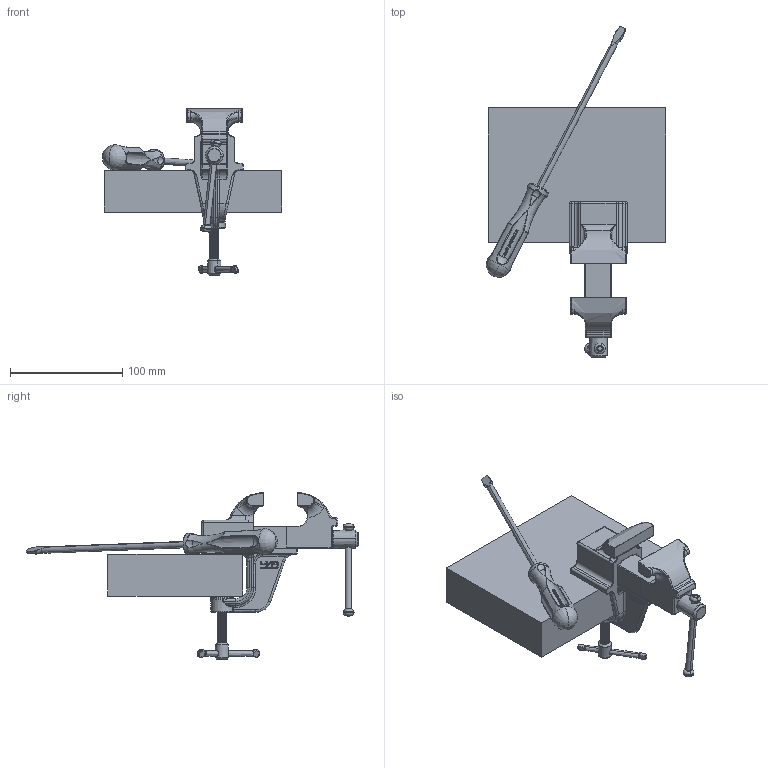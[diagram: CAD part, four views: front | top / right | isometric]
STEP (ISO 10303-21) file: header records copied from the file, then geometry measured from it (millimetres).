
FILE_DESCRIPTION(('FreeCAD Model'),'2;1');
FILE_NAME('Open CASCADE Shape Model','2025-05-04T13:25:57',('FreeCAD'),( 'FreeCAD'),'Open CASCADE STEP processor 7.6','FreeCAD','Unknown');
FILE_SCHEMA(('AUTOMOTIVE_DESIGN { 1 0 10303 214 1 1 1 1 }'));
Products named in the file (1): Open CASCADE STEP translator 7.6 1
Bounding box: 159.79 x 295.77 x 148.39 mm (x, y, z)
Volume: 823429.5 mm3; surface area: 124769.2 mm2
Topology: 12 solids, 13 shells, 1854 faces, 4357 edges, 2491 vertices
Faces by surface type: revolution 1018, bspline 824, extrusion 12
Entity records: 308592 total; most frequent: CARTESIAN_POINT 269980, ORIENTED_EDGE 8599, DIRECTION 6281, EDGE_CURVE 4300, VERTEX_POINT 2491, VECTOR 1921, LINE 1909, FACE_BOUND 1892
